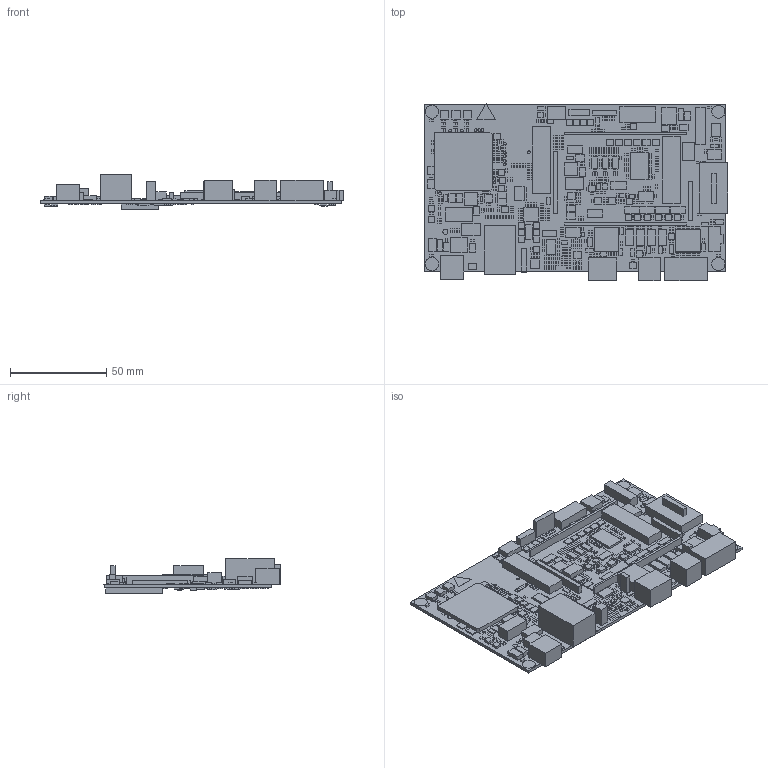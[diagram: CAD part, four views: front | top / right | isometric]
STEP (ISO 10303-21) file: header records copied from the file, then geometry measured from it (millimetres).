
FILE_DESCRIPTION((''),'2;1');
FILE_NAME('Mas42n2_MAS042014_R2.pcb.stp','2015-07-07T16:04:53',('dario.gimondi'),(''),'Autodesk Inventor 2013','Autodesk Inventor 2013','');
FILE_SCHEMA(('AUTOMOTIVE_DESIGN { 1 0 10303 214 1 1 1 1 }'));
Length unit declared in the file: inch
Products named in the file (69): Mas42n2_MAS042014_R2.pcb; Mas42n2_MAS042014_R2.pcb_Outline; Mas42n2_MAS042014_R2.pcb_Routing Outlines; Mas42n2_MAS042014_R2.pcb_Placement Keepouts; RC1210, RC1210_1; RC0402, RC0402_4; SOT-23-5, SOT-23-5_8; RC1206, RC1206_10; SOT-23, SOT-23_12; RC2512, RC2512_16; IND-COILTRONICS-DR73, IND-COILTRONICS-DR73_19; DFN-10-4_0x4_0, DFN-10-4_0X4_0_23; QFN-20-4X4-EP-P0_5, QFN-20-4X4-EP-P0_5_27; SMA-AK, SMA-AK_29; SO-8, SO-8_36; SAMTEC-TMMH-107-01-L-DV-14, SAMTEC-TMMH-107-01-L-DV-14_41; SO-4-100-275, SO-4-100-275_44; TSSOP-16, TSSOP-16_46; WE-RJ45-74980111211, WE-RJ45-74980111211_49; RC0603, RC0603_53; RC2010, RC2010_56; QFN-6-2X2, QFN-6-2X2_62; SC-70-6, SC-70-6_69; CMP-TestPoint50, AE-TESTPOINT_74; SAMTEC-TOLC-125-02-S-Q-A, SAMTEC-TOLC-125-02-S-Q-A_91; PIN-100mls-2, PIN-100MLS-2_110; RR-CAY16A, RR-CAY16A_120; IND-VISHAY-IHLP2525, IND-VISHAY-IHLP2525_128; PIN-50mls-50, PIN-50MLS-50_147; CMP-Vite3.2-met, VITE3MA-M_174; PHOE-DMC-1_5-4-G1-3_5, PHOE-DMC-1_5-4-G1-3_5_198; MOLEX-52808-16, MOLEX-52808-16_201; MOLEX-501190-20, MOLEX-501190-20_204; IND-COILTRONICS-DR74, IND-COILTRONICS-DR74_227; SO-16-490, SO-16-490_261; SMB-AK, SMB-AK_314; SMC-AK, SMC-AK_322; TSSOP-14, TSSOP-14_331; COAXIAL-MM9329, COAXIAL-MM9329_345; RR-EXBN8V, RR-EXBN8V_356 ...
Assembly tree (615 placements, depth 2):
  Mas42n2_MAS042014_R2.pcb
    Mas42n2_MAS042014_R2.pcb_Outline
    Mas42n2_MAS042014_R2.pcb_Routing Outlines
    Mas42n2_MAS042014_R2.pcb_Placement Keepouts
    RC1210, RC1210_1  x17
    RC0402, RC0402_4  x389
    SOT-23-5, SOT-23-5_8  x3
    RC1206, RC1206_10  x17
    SOT-23, SOT-23_12  x32
    RC2512, RC2512_16  x3
    IND-COILTRONICS-DR73, IND-COILTRONICS-DR73_19
    DFN-10-4_0x4_0, DFN-10-4_0X4_0_23  x2
    QFN-20-4X4-EP-P0_5, QFN-20-4X4-EP-P0_5_27
    SMA-AK, SMA-AK_29  x2
    SO-8, SO-8_36  x4
    SAMTEC-TMMH-107-01-L-DV-14, SAMTEC-TMMH-107-01-L-DV-14_41
    SO-4-100-275, SO-4-100-275_44  x4
    TSSOP-16, TSSOP-16_46  x3
    WE-RJ45-74980111211, WE-RJ45-74980111211_49
    RC0603, RC0603_53  x32
    RC2010, RC2010_56  x8
    QFN-6-2X2, QFN-6-2X2_62
    SC-70-6, SC-70-6_69  x2
    CMP-TestPoint50, AE-TESTPOINT_74  x24
    SAMTEC-TOLC-125-02-S-Q-A, SAMTEC-TOLC-125-02-S-Q-A_91  x2
    PIN-100mls-2, PIN-100MLS-2_110  x2
    RR-CAY16A, RR-CAY16A_120  x6
    IND-VISHAY-IHLP2525, IND-VISHAY-IHLP2525_128  x2
    PIN-50mls-50, PIN-50MLS-50_147  x2
    CMP-Vite3.2-met, VITE3MA-M_174  x4
    PHOE-DMC-1_5-4-G1-3_5, PHOE-DMC-1_5-4-G1-3_5_198
    MOLEX-52808-16, MOLEX-52808-16_201
    MOLEX-501190-20, MOLEX-501190-20_204
    IND-COILTRONICS-DR74, IND-COILTRONICS-DR74_227
    SO-16-490, SO-16-490_261
    SMB-AK, SMB-AK_314
    SMC-AK, SMC-AK_322  x2
    TSSOP-14, TSSOP-14_331
    COAXIAL-MM9329, COAXIAL-MM9329_345  x3
    RR-EXBN8V, RR-EXBN8V_356
    PULS-B3U-1000P-B, PULS-B3U-1000P-B_375
    TSSOP-20, TSSOP-20_380
    SC-70-5, SC-70-5_391  x2
    RC0805, RC0805_398  x2
    PHOE-DMC-1_5-3-G1-3_5, PHOE-DMC-1_5-3-G1-3_5_421
    HIROSE-DF13A-20DP-1_25V, HIROSE-DF13A-20DP-1_25V_435
    DFN-10-2_6x2_6, DFN-10-2_6X2_6_456
    PHOE-DMC-1_5-6-G1-3_5, PHOE-DMC-1_5-6-G1-3_5_461
    WE-610_120_249_221, WE-610_120_249_221_471
    MSOP-10, MSOP-10_496  x3
    so-20, SO-20_503
    PIN-100mls-4DL, PIN-100MLS-4DL_522
    GSM-HUAWEI-MU609, GSM-HUAWEI-MU609_533
    LED0603-AK, LED0603-AK_536  x2
    BATT-MS621FE-FL11E, BATT-MS621FE-FL11E_545
    SIMCARD-AVX-5036, SIMCARD-AVX-5036_549
    SMC-12, SMC-12_561
    IND-TDK-VLF-3010, IND-TDK-VLF-3010_570
    PIN-50mls-16, PIN-50MLS-16_583
    TSSOP-56, TSSOP-56_616
Bounding box: 157.39 x 91.98 x 17.97 mm (x, y, z)
Volume: 53190.1 mm3; surface area: 58020.5 mm2
Topology: 613 solids, 621 shells, 3625 faces, 7209 edges, 4822 vertices
Faces by surface type: plane 3582, cylinder 43
Full cylindrical faces by diameter (mm): 0.8 x1, 1.35 x4, 1.397 x24, 1.4 x2, 2.667 x1, 2.8 x2, 5.7 x1, 6.858 x8
Entity records: 17817 total; most frequent: DIRECTION 3106, CARTESIAN_POINT 2557, ORIENTED_EDGE 1668, AXIS2_PLACEMENT_3D 1139, EDGE_CURVE 850, VECTOR 828, LINE 828, PRODUCT_DEFINITION_SHAPE 684
